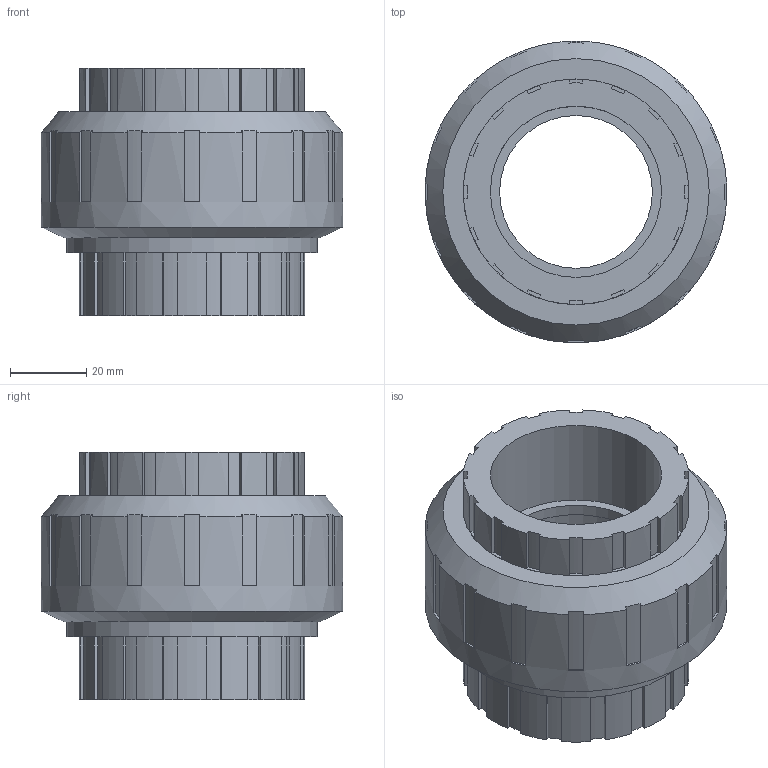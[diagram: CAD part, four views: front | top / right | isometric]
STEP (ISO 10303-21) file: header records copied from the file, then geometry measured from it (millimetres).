
FILE_DESCRIPTION(/* description */ ('Union Bush for EFV, F/BIV, d = 50 mm'),/* implementation_level */ '2;1');
FILE_NAME(/* name */ 'BFV112E.iam.stp',/* time_stamp */ '2013-10-01T14:58:39+02:00',/* author */ ('TraceParts'),/* organization */ ('TraceParts S.A.'),/* preprocessor_version */ 'ST-DEVELOPER v15.2',/* originating_system */ 'Autodesk Inventor 2014',/* authorisation */ '');
FILE_SCHEMA (('AUTOMOTIVE_DESIGN { 1 0 10303 214 3 1 1 }'));
Length unit declared in the file: millimetre
Products named in the file (4): FBFV112; QBFV112; EFV214; BFV112E
Bounding box: 79 x 79 x 64.8 mm (x, y, z)
Volume: 145614.2 mm3; surface area: 49287.9 mm2
Topology: 3 solids, 3 shells, 220 faces, 619 edges, 412 vertices
Faces by surface type: plane 141, cylinder 77, cone 2
Full cylindrical faces by diameter (mm): 40 x1, 41.5 x1, 44.1 x1, 44.845 x2, 56.9 x1, 59 x1, 59.1 x1, 62.6 x1, 62.752 x1, 65.71 x1, 66.9 x1, 79 x1
Entity records: 7132 total; most frequent: CARTESIAN_POINT 1301, DIRECTION 1240, ORIENTED_EDGE 1202, EDGE_CURVE 601, AXIS2_PLACEMENT_3D 444, VERTEX_POINT 409, LINE 352, VECTOR 352
